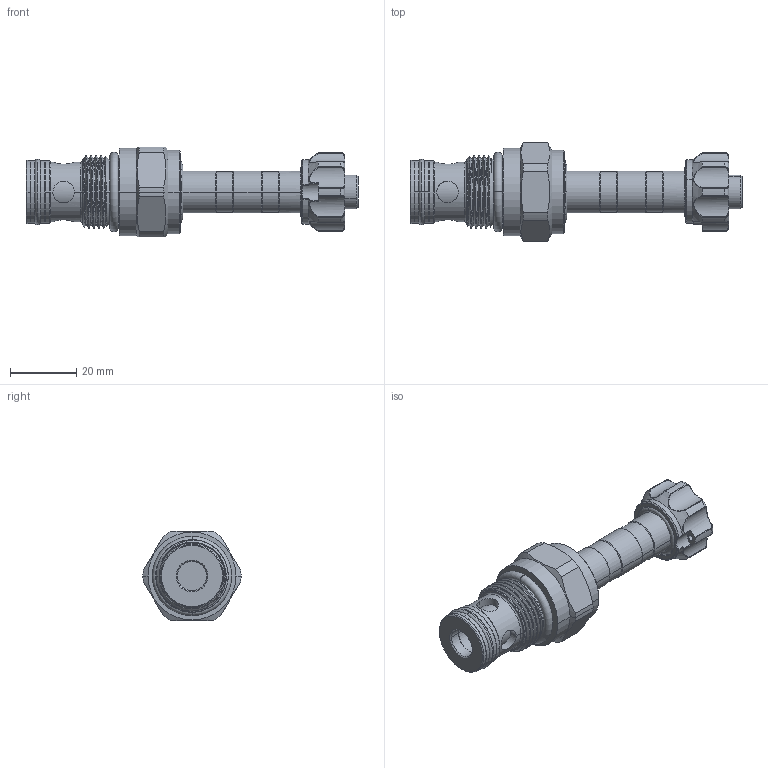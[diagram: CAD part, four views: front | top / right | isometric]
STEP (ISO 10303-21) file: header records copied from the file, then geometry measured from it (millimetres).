
FILE_DESCRIPTION (( 'STEP AP203' ), '1' );
FILE_NAME ('EP22M2A01M05.STEP', '2020-05-13T00:14:15', ( '' ), ( '' ), 'SwSTEP 2.0', 'SolidWorks 2018', '' );
FILE_SCHEMA (( 'CONFIG_CONTROL_DESIGN' ));
Length unit declared in the file: millimetre
Products named in the file (1): EP22M2A01M05
Bounding box: 100.05 x 29.6 x 27 mm (x, y, z)
Volume: 27769.3 mm3; surface area: 9906 mm2
Topology: 4 solids, 4 shells, 261 faces, 618 edges, 377 vertices
Faces by surface type: cylinder 122, bspline 38, torus 37, cone 36, plane 28
Entity records: 13073 total; most frequent: CARTESIAN_POINT 7277, ORIENTED_EDGE 1232, DIRECTION 1171, EDGE_CURVE 616, AXIS2_PLACEMENT_3D 505, VERTEX_POINT 377, EDGE_LOOP 283, CIRCLE 281
